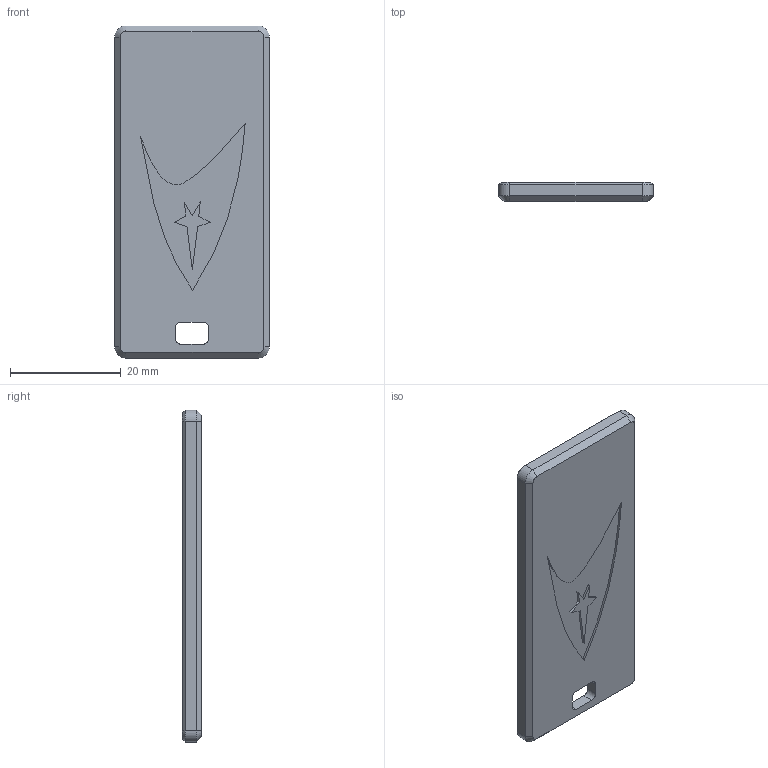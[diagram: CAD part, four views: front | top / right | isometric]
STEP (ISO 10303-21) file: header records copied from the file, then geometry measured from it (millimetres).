
FILE_DESCRIPTION (( 'STEP AP214' ), '1' );
FILE_NAME ('key_cover.STEP', '2025-06-13T21:41:51', ( '' ), ( '' ), 'SwSTEP 2.0', 'SolidWorks 2024', '' );
FILE_SCHEMA (( 'AUTOMOTIVE_DESIGN' ));
Length unit declared in the file: millimetre
Products named in the file (1): key_cover
Bounding box: 28 x 3.5 x 60 mm (x, y, z)
Volume: 3949.3 mm3; surface area: 4168.8 mm2
Topology: 1 solids, 1 shells, 110 faces, 278 edges, 172 vertices
Faces by surface type: plane 58, cylinder 28, cone 20, bspline 4
Entity records: 3315 total; most frequent: CARTESIAN_POINT 631, DIRECTION 558, ORIENTED_EDGE 556, EDGE_CURVE 278, AXIS2_PLACEMENT_3D 187, LINE 184, VECTOR 184, VERTEX_POINT 172
